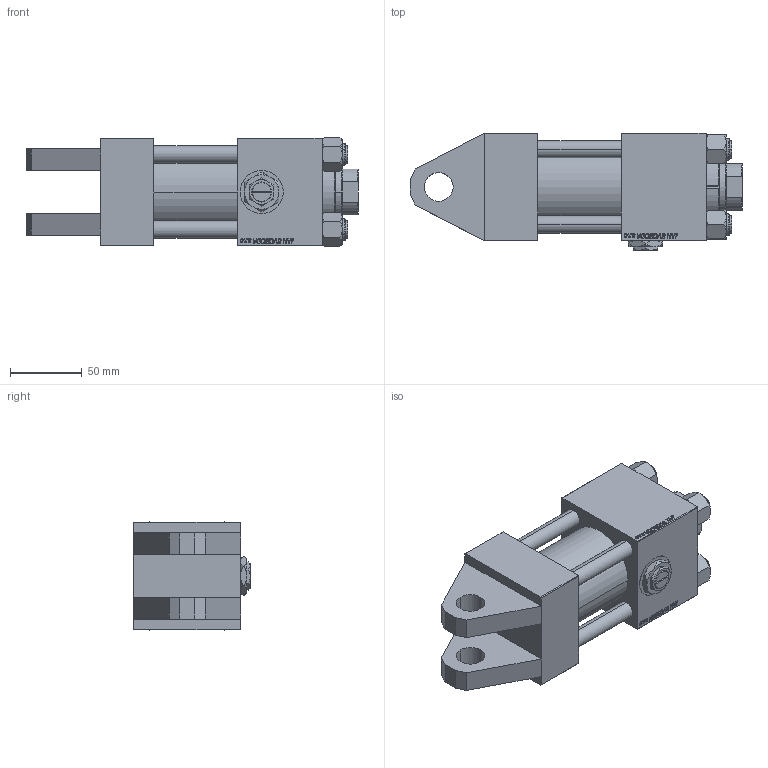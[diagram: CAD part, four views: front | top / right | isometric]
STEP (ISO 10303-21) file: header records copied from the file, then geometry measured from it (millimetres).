
FILE_DESCRIPTION (( 'STEP AP203' ), '1' );
FILE_NAME ('c46c.STEP', '2022-04-16T03:52:42', ( '' ), ( '' ), 'SwSTEP 2.0', 'SolidWorks 2019', '' );
FILE_SCHEMA (( 'CONFIG_CONTROL_DESIGN' ));
Length unit declared in the file: millimetre
Products named in the file (7): V215CR_VCP_H 09e93dfa6276b0d8d6029b843b17a4b3; Zatka_pro_OIL_PORT 09e93dfa6276b0d8d6029b843b17a4b3; V215CR_H_Body 09e93dfa6276b0d8d6029b843b17a4b3; NUT_M5_H 09e93dfa6276b0d8d6029b843b17a4b3; c46c; V215CR_TYCINKA_H 09e93dfa6276b0d8d6029b843b17a4b3; V215_VC_A 09e93dfa6276b0d8d6029b843b17a4b3
Assembly tree (12 placements, depth 2):
  c46c
    V215CR_H_Body 09e93dfa6276b0d8d6029b843b17a4b3
    V215CR_VCP_H 09e93dfa6276b0d8d6029b843b17a4b3
    V215CR_TYCINKA_H 09e93dfa6276b0d8d6029b843b17a4b3  x4
    NUT_M5_H 09e93dfa6276b0d8d6029b843b17a4b3  x4
    V215_VC_A 09e93dfa6276b0d8d6029b843b17a4b3
    Zatka_pro_OIL_PORT 09e93dfa6276b0d8d6029b843b17a4b3
Bounding box: 231 x 82 x 75.54 mm (x, y, z)
Volume: 759849.4 mm3; surface area: 173083.5 mm2
Topology: 12 solids, 12 shells, 1183 faces, 2975 edges, 1923 vertices
Faces by surface type: plane 541, bspline 392, cone 152, cylinder 90, torus 8
Entity records: 51700 total; most frequent: CARTESIAN_POINT 27673, ORIENTED_EDGE 5434, DIRECTION 3447, EDGE_CURVE 2717, VERTEX_POINT 1779, LINE 1617, VECTOR 1617, EDGE_LOOP 1192
